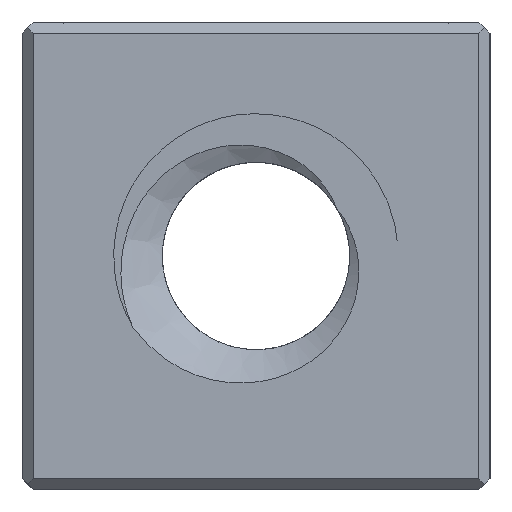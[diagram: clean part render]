
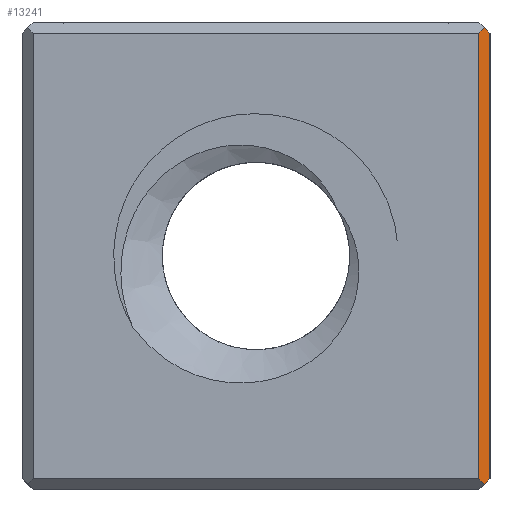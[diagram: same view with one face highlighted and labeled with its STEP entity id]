
A CAD part, left-side view. The second image highlights one B-rep face of the part: STEP entity #13241.
In plain terms, the highlighted planar face has unit normal (-0.707, -0.707, 0).
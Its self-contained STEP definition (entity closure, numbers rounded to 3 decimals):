
#13241 = ADVANCED_FACE('',(#13242),#13256,.T.);
#13242 = FACE_BOUND('',#13243,.T.);
#13243 = EDGE_LOOP('',(#13244,#13279,#13307,#13335,#13363,#13391));
#13244 = ORIENTED_EDGE('',*,*,#13245,.T.);
#13245 = EDGE_CURVE('',#13246,#13248,#13250,.T.);
#13246 = VERTEX_POINT('',#13247);
#13247 = CARTESIAN_POINT('',(0.15,0.15,0.15));
#13248 = VERTEX_POINT('',#13249);
#13249 = CARTESIAN_POINT('',(0.3,0.,0.3));
#13250 = SURFACE_CURVE('',#13251,(#13255,#13267),.PCURVE_S1.);
#13251 = LINE('',#13252,#13253);
#13252 = CARTESIAN_POINT('',(0.2,0.1,0.2));
#13253 = VECTOR('',#13254,1.);
#13254 = DIRECTION('',(0.577,-0.577,0.577));
#13255 = PCURVE('',#13256,#13261);
#13256 = PLANE('',#13257);
#13257 = AXIS2_PLACEMENT_3D('',#13258,#13259,#13260);
#13258 = CARTESIAN_POINT('',(0.3,0.,0.));
#13259 = DIRECTION('',(-0.707,-0.707,0.));
#13260 = DIRECTION('',(-0.707,0.707,0.));
#13261 = DEFINITIONAL_REPRESENTATION('',(#13262),#13266);
#13262 = LINE('',#13263,#13264);
#13263 = CARTESIAN_POINT('',(0.141,-0.2));
#13264 = VECTOR('',#13265,1.);
#13265 = DIRECTION('',(-0.816,-0.577));
#13266 = ( GEOMETRIC_REPRESENTATION_CONTEXT(2) 
PARAMETRIC_REPRESENTATION_CONTEXT() REPRESENTATION_CONTEXT('2D SPACE',''
  ) );
#13267 = PCURVE('',#13268,#13273);
#13268 = PLANE('',#13269);
#13269 = AXIS2_PLACEMENT_3D('',#13270,#13271,#13272);
#13270 = CARTESIAN_POINT('',(0.,0.,0.3)
  );
#13271 = DIRECTION('',(0.,0.707,0.707
    ));
#13272 = DIRECTION('',(0.,0.707,-0.707
    ));
#13273 = DEFINITIONAL_REPRESENTATION('',(#13274),#13278);
#13274 = LINE('',#13275,#13276);
#13275 = CARTESIAN_POINT('',(0.141,-0.2));
#13276 = VECTOR('',#13277,1.);
#13277 = DIRECTION('',(-0.816,-0.577));
#13278 = ( GEOMETRIC_REPRESENTATION_CONTEXT(2) 
PARAMETRIC_REPRESENTATION_CONTEXT() REPRESENTATION_CONTEXT('2D SPACE',''
  ) );
#13279 = ORIENTED_EDGE('',*,*,#13280,.T.);
#13280 = EDGE_CURVE('',#13248,#13281,#13283,.T.);
#13281 = VERTEX_POINT('',#13282);
#13282 = CARTESIAN_POINT('',(0.3,0.,12.2));
#13283 = SURFACE_CURVE('',#13284,(#13288,#13295),.PCURVE_S1.);
#13284 = LINE('',#13285,#13286);
#13285 = CARTESIAN_POINT('',(0.3,0.,0.));
#13286 = VECTOR('',#13287,1.);
#13287 = DIRECTION('',(0.,0.,1.));
#13288 = PCURVE('',#13256,#13289);
#13289 = DEFINITIONAL_REPRESENTATION('',(#13290),#13294);
#13290 = LINE('',#13291,#13292);
#13291 = CARTESIAN_POINT('',(0.,0.));
#13292 = VECTOR('',#13293,1.);
#13293 = DIRECTION('',(0.,-1.));
#13294 = ( GEOMETRIC_REPRESENTATION_CONTEXT(2) 
PARAMETRIC_REPRESENTATION_CONTEXT() REPRESENTATION_CONTEXT('2D SPACE',''
  ) );
#13295 = PCURVE('',#13296,#13301);
#13296 = PLANE('',#13297);
#13297 = AXIS2_PLACEMENT_3D('',#13298,#13299,#13300);
#13298 = CARTESIAN_POINT('',(0.,0.,0.));
#13299 = DIRECTION('',(0.,1.,0.));
#13300 = DIRECTION('',(1.,0.,0.));
#13301 = DEFINITIONAL_REPRESENTATION('',(#13302),#13306);
#13302 = LINE('',#13303,#13304);
#13303 = CARTESIAN_POINT('',(0.3,0.));
#13304 = VECTOR('',#13305,1.);
#13305 = DIRECTION('',(0.,-1.));
#13306 = ( GEOMETRIC_REPRESENTATION_CONTEXT(2) 
PARAMETRIC_REPRESENTATION_CONTEXT() REPRESENTATION_CONTEXT('2D SPACE',''
  ) );
#13307 = ORIENTED_EDGE('',*,*,#13308,.F.);
#13308 = EDGE_CURVE('',#13309,#13281,#13311,.T.);
#13309 = VERTEX_POINT('',#13310);
#13310 = CARTESIAN_POINT('',(0.15,0.15,12.35));
#13311 = SURFACE_CURVE('',#13312,(#13316,#13323),.PCURVE_S1.);
#13312 = LINE('',#13313,#13314);
#13313 = CARTESIAN_POINT('',(2.283,-1.983,
    10.217));
#13314 = VECTOR('',#13315,1.);
#13315 = DIRECTION('',(0.577,-0.577,-0.577));
#13316 = PCURVE('',#13256,#13317);
#13317 = DEFINITIONAL_REPRESENTATION('',(#13318),#13322);
#13318 = LINE('',#13319,#13320);
#13319 = CARTESIAN_POINT('',(-2.805,-10.217));
#13320 = VECTOR('',#13321,1.);
#13321 = DIRECTION('',(-0.816,0.577));
#13322 = ( GEOMETRIC_REPRESENTATION_CONTEXT(2) 
PARAMETRIC_REPRESENTATION_CONTEXT() REPRESENTATION_CONTEXT('2D SPACE',''
  ) );
#13323 = PCURVE('',#13324,#13329);
#13324 = PLANE('',#13325);
#13325 = AXIS2_PLACEMENT_3D('',#13326,#13327,#13328);
#13326 = CARTESIAN_POINT('',(0.,0.,12.2
    ));
#13327 = DIRECTION('',(0.,-0.707,
    0.707));
#13328 = DIRECTION('',(0.,0.707,0.707)
  );
#13329 = DEFINITIONAL_REPRESENTATION('',(#13330),#13334);
#13330 = LINE('',#13331,#13332);
#13331 = CARTESIAN_POINT('',(-2.805,-2.283));
#13332 = VECTOR('',#13333,1.);
#13333 = DIRECTION('',(-0.816,-0.577));
#13334 = ( GEOMETRIC_REPRESENTATION_CONTEXT(2) 
PARAMETRIC_REPRESENTATION_CONTEXT() REPRESENTATION_CONTEXT('2D SPACE',''
  ) );
#13335 = ORIENTED_EDGE('',*,*,#13336,.F.);
#13336 = EDGE_CURVE('',#13337,#13309,#13339,.T.);
#13337 = VERTEX_POINT('',#13338);
#13338 = CARTESIAN_POINT('',(0.,0.3,12.2));
#13339 = SURFACE_CURVE('',#13340,(#13344,#13351),.PCURVE_S1.);
#13340 = LINE('',#13341,#13342);
#13341 = CARTESIAN_POINT('',(-1.783,2.083,
    10.417));
#13342 = VECTOR('',#13343,1.);
#13343 = DIRECTION('',(0.577,-0.577,0.577));
#13344 = PCURVE('',#13256,#13345);
#13345 = DEFINITIONAL_REPRESENTATION('',(#13346),#13350);
#13346 = LINE('',#13347,#13348);
#13347 = CARTESIAN_POINT('',(2.946,-10.417));
#13348 = VECTOR('',#13349,1.);
#13349 = DIRECTION('',(-0.816,-0.577));
#13350 = ( GEOMETRIC_REPRESENTATION_CONTEXT(2) 
PARAMETRIC_REPRESENTATION_CONTEXT() REPRESENTATION_CONTEXT('2D SPACE',''
  ) );
#13351 = PCURVE('',#13352,#13357);
#13352 = PLANE('',#13353);
#13353 = AXIS2_PLACEMENT_3D('',#13354,#13355,#13356);
#13354 = CARTESIAN_POINT('',(0.3,0.,12.5));
#13355 = DIRECTION('',(-0.707,0.,
    0.707));
#13356 = DIRECTION('',(-0.707,0.,
    -0.707));
#13357 = DEFINITIONAL_REPRESENTATION('',(#13358),#13362);
#13358 = LINE('',#13359,#13360);
#13359 = CARTESIAN_POINT('',(2.946,-2.083));
#13360 = VECTOR('',#13361,1.);
#13361 = DIRECTION('',(-0.816,0.577));
#13362 = ( GEOMETRIC_REPRESENTATION_CONTEXT(2) 
PARAMETRIC_REPRESENTATION_CONTEXT() REPRESENTATION_CONTEXT('2D SPACE',''
  ) );
#13363 = ORIENTED_EDGE('',*,*,#13364,.F.);
#13364 = EDGE_CURVE('',#13365,#13337,#13367,.T.);
#13365 = VERTEX_POINT('',#13366);
#13366 = CARTESIAN_POINT('',(0.,0.3,0.3));
#13367 = SURFACE_CURVE('',#13368,(#13372,#13379),.PCURVE_S1.);
#13368 = LINE('',#13369,#13370);
#13369 = CARTESIAN_POINT('',(0.,0.3,0.));
#13370 = VECTOR('',#13371,1.);
#13371 = DIRECTION('',(0.,0.,1.));
#13372 = PCURVE('',#13256,#13373);
#13373 = DEFINITIONAL_REPRESENTATION('',(#13374),#13378);
#13374 = LINE('',#13375,#13376);
#13375 = CARTESIAN_POINT('',(0.424,0.));
#13376 = VECTOR('',#13377,1.);
#13377 = DIRECTION('',(0.,-1.));
#13378 = ( GEOMETRIC_REPRESENTATION_CONTEXT(2) 
PARAMETRIC_REPRESENTATION_CONTEXT() REPRESENTATION_CONTEXT('2D SPACE',''
  ) );
#13379 = PCURVE('',#13380,#13385);
#13380 = PLANE('',#13381);
#13381 = AXIS2_PLACEMENT_3D('',#13382,#13383,#13384);
#13382 = CARTESIAN_POINT('',(0.,12.5,0.));
#13383 = DIRECTION('',(1.,0.,0.));
#13384 = DIRECTION('',(0.,-1.,0.));
#13385 = DEFINITIONAL_REPRESENTATION('',(#13386),#13390);
#13386 = LINE('',#13387,#13388);
#13387 = CARTESIAN_POINT('',(12.2,0.));
#13388 = VECTOR('',#13389,1.);
#13389 = DIRECTION('',(0.,-1.));
#13390 = ( GEOMETRIC_REPRESENTATION_CONTEXT(2) 
PARAMETRIC_REPRESENTATION_CONTEXT() REPRESENTATION_CONTEXT('2D SPACE',''
  ) );
#13391 = ORIENTED_EDGE('',*,*,#13392,.F.);
#13392 = EDGE_CURVE('',#13246,#13365,#13393,.T.);
#13393 = SURFACE_CURVE('',#13394,(#13398,#13405),.PCURVE_S1.);
#13394 = LINE('',#13395,#13396);
#13395 = CARTESIAN_POINT('',(0.2,0.1,0.1));
#13396 = VECTOR('',#13397,1.);
#13397 = DIRECTION('',(-0.577,0.577,0.577));
#13398 = PCURVE('',#13256,#13399);
#13399 = DEFINITIONAL_REPRESENTATION('',(#13400),#13404);
#13400 = LINE('',#13401,#13402);
#13401 = CARTESIAN_POINT('',(0.141,-0.1));
#13402 = VECTOR('',#13403,1.);
#13403 = DIRECTION('',(0.816,-0.577));
#13404 = ( GEOMETRIC_REPRESENTATION_CONTEXT(2) 
PARAMETRIC_REPRESENTATION_CONTEXT() REPRESENTATION_CONTEXT('2D SPACE',''
  ) );
#13405 = PCURVE('',#13406,#13411);
#13406 = PLANE('',#13407);
#13407 = AXIS2_PLACEMENT_3D('',#13408,#13409,#13410);
#13408 = CARTESIAN_POINT('',(0.,0.,0.3));
#13409 = DIRECTION('',(-0.707,0.,
    -0.707));
#13410 = DIRECTION('',(0.707,0.,-0.707
    ));
#13411 = DEFINITIONAL_REPRESENTATION('',(#13412),#13416);
#13412 = LINE('',#13413,#13414);
#13413 = CARTESIAN_POINT('',(0.283,-0.1));
#13414 = VECTOR('',#13415,1.);
#13415 = DIRECTION('',(-0.816,-0.577));
#13416 = ( GEOMETRIC_REPRESENTATION_CONTEXT(2) 
PARAMETRIC_REPRESENTATION_CONTEXT() REPRESENTATION_CONTEXT('2D SPACE',''
  ) );
